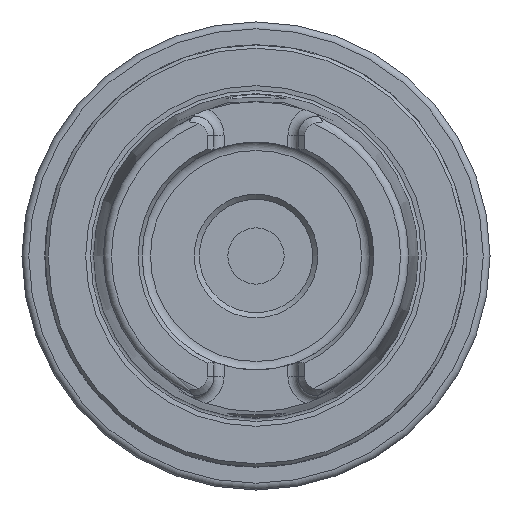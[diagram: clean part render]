
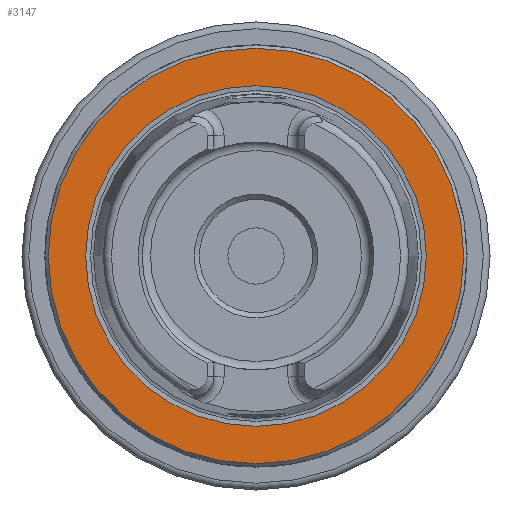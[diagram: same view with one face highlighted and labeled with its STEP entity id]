
A CAD part, left-side view. The second image highlights one B-rep face of the part: STEP entity #3147.
In plain terms, the highlighted planar face has unit normal (-1, 0, 0).
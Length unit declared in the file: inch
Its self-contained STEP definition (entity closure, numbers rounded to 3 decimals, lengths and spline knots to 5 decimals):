
#3113=CARTESIAN_POINT('',(0.0,1.22047,0.));
#3114=VERTEX_POINT('',#3113);
#3115=CARTESIAN_POINT('',(0.0,0.0,0.0));
#3116=DIRECTION('',(1.0,0.0,0.0));
#3117=DIRECTION('',(0.0,-1.0,0.0));
#3118=AXIS2_PLACEMENT_3D('',#3115,#3116,#3117);
#3119=CIRCLE('',#3118,1.22047);
#3120=EDGE_CURVE('',#3114,#3114,#3119,.T.);
#3128=CARTESIAN_POINT('',(0.0,0.62008,0.0));
#3129=DIRECTION('',(-1.0,0.0,0.0));
#3130=DIRECTION('',(0.0,0.0,1.0));
#3131=AXIS2_PLACEMENT_3D('',#3128,#3129,#3130);
#3132=PLANE('',#3131);
#3133=ORIENTED_EDGE('',*,*,#3120,.F.);
#3134=EDGE_LOOP('',(#3133));
#3135=FACE_OUTER_BOUND('',#3134,.T.);
#3136=CARTESIAN_POINT('',(0.0,1.0008,0.0));
#3137=VERTEX_POINT('',#3136);
#3138=CARTESIAN_POINT('',(0.0,0.0,0.0));
#3139=DIRECTION('',(1.0,0.0,0.0));
#3140=DIRECTION('',(0.0,1.0,0.0));
#3141=AXIS2_PLACEMENT_3D('',#3138,#3139,#3140);
#3142=CIRCLE('',#3141,1.0008);
#3143=EDGE_CURVE('',#3137,#3137,#3142,.T.);
#3144=ORIENTED_EDGE('',*,*,#3143,.T.);
#3145=EDGE_LOOP('',(#3144));
#3146=FACE_BOUND('',#3145,.T.);
#3147=ADVANCED_FACE('',(#3135,#3146),#3132,.T.);
